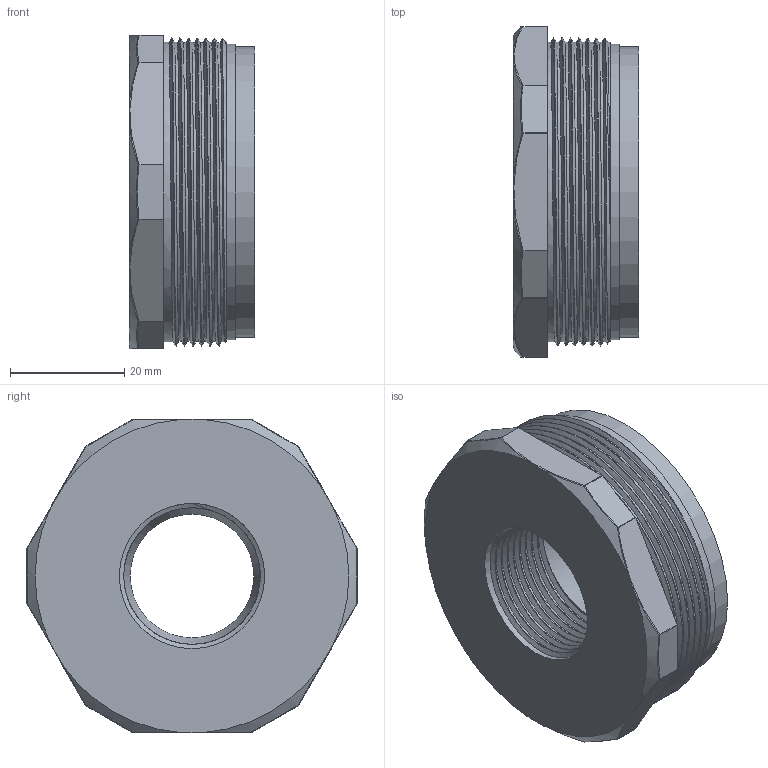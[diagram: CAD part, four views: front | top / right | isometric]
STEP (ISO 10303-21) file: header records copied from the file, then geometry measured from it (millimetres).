
FILE_DESCRIPTION(/* description */ ('Reduzierung sechskant PG 42/PG 21'),/* implementation_level */ '2;1');
FILE_NAME(/* name */ '11084221-RST.stp',/* time_stamp */ '2020-05-04T10:06:47+02:00',/* author */ ('sl'),/* organization */ (''),/* preprocessor_version */ 'ST-DEVELOPER v16.5',/* originating_system */ 'Autodesk Inventor 2017',/* authorisation */ '');
FILE_SCHEMA (('AUTOMOTIVE_DESIGN { 1 0 10303 214 3 1 1 }'));
Length unit declared in the file: millimetre
Products named in the file (1): 11084229
Bounding box: 22 x 57.97 x 55 mm (x, y, z)
Volume: 24097.6 mm3; surface area: 16482 mm2
Topology: 1 solids, 1 shells, 94 faces, 229 edges, 142 vertices
Faces by surface type: cylinder 39, plane 21, bspline 16, cone 9, sphere 8, torus 1
Full cylindrical faces by diameter (mm): 21.67 x1, 25.478 x8, 34.47 x1, 38.53 x1, 47.65 x1, 50.95 x1, 51.84 x1, 52.478 x7
Entity records: 5421 total; most frequent: CARTESIAN_POINT 3741, ORIENTED_EDGE 340, DIRECTION 323, EDGE_CURVE 170, AXIS2_PLACEMENT_3D 141, VERTEX_POINT 109, EDGE_LOOP 97, FACE_OUTER_BOUND 79
